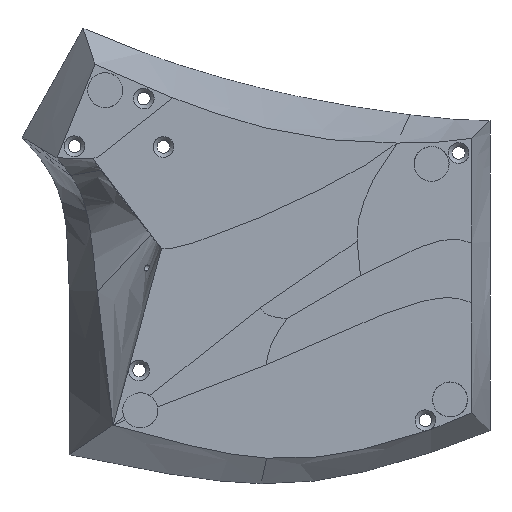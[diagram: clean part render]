
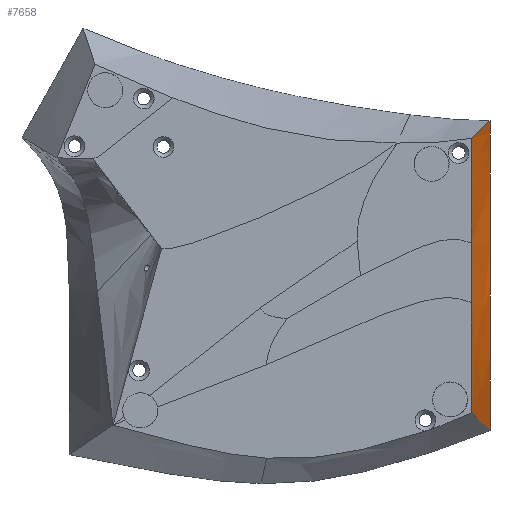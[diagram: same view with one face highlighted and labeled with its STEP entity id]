
A CAD part, front view. The second image highlights one B-rep face of the part: STEP entity #7658.
In plain terms, the highlighted free-form (B-spline) face has degree [3, 3] with [4, 6] control points.
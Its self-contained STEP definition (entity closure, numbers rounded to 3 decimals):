
#654=B_SPLINE_CURVE_WITH_KNOTS('',3,(#26169,#26170,#26171,#26172,#26173,
#26174),.UNSPECIFIED.,.F.,.F.,(4,1,1,4),(0.,0.223,0.446,
0.668),.UNSPECIFIED.);
#685=B_SPLINE_CURVE_WITH_KNOTS('',3,(#27999,#28000,#28001,#28002,#28003),
 .UNSPECIFIED.,.F.,.F.,(4,1,4),(0.334,0.446,0.668),
 .UNSPECIFIED.);
#687=B_SPLINE_CURVE_WITH_KNOTS('',3,(#28062,#28063,#28064,#28065),
 .UNSPECIFIED.,.F.,.F.,(4,4),(-0.223,0.),.UNSPECIFIED.);
#690=B_SPLINE_CURVE_WITH_KNOTS('',3,(#28191,#28192,#28193,#28194,#28195,
#28196,#28197),.UNSPECIFIED.,.F.,.F.,(4,1,1,1,4),(-0.223,-0.195,
-0.167,-0.111,0.),.UNSPECIFIED.);
#691=B_SPLINE_CURVE_WITH_KNOTS('',3,(#28199,#28200,#28201,#28202),
 .UNSPECIFIED.,.F.,.F.,(4,4),(0.223,0.334),
 .UNSPECIFIED.);
#692=B_SPLINE_CURVE_WITH_KNOTS('',3,(#28203,#28204,#28205,#28206),
 .UNSPECIFIED.,.F.,.F.,(4,4),(0.,0.223),.UNSPECIFIED.);
#1033=B_SPLINE_SURFACE_WITH_KNOTS('',3,3,((#28166,#28167,#28168,#28169,
#28170,#28171),(#28172,#28173,#28174,#28175,#28176,#28177),(#28178,#28179,
#28180,#28181,#28182,#28183),(#28184,#28185,#28186,#28187,#28188,#28189)),
 .UNSPECIFIED.,.F.,.F.,.F.,(4,4),(4,1,1,4),(0.,0.223),(0.,0.223,
0.446,0.668),.UNSPECIFIED.);
#1637=FACE_OUTER_BOUND('',#2144,.T.);
#2144=EDGE_LOOP('',(#7100,#7101,#7102,#7103,#7104,#7105));
#3741=VERTEX_POINT('',#26167);
#3742=VERTEX_POINT('',#26168);
#3759=VERTEX_POINT('',#27992);
#3760=VERTEX_POINT('',#27998);
#3762=VERTEX_POINT('',#28190);
#3763=VERTEX_POINT('',#28198);
#4847=EDGE_CURVE('',#3741,#3742,#654,.T.);
#4883=EDGE_CURVE('',#3759,#3760,#685,.T.);
#4885=EDGE_CURVE('',#3760,#3742,#687,.T.);
#4888=EDGE_CURVE('',#3762,#3741,#690,.T.);
#4889=EDGE_CURVE('',#3763,#3759,#691,.T.);
#4890=EDGE_CURVE('',#3762,#3763,#692,.T.);
#7100=ORIENTED_EDGE('',*,*,#4888,.T.);
#7101=ORIENTED_EDGE('',*,*,#4847,.T.);
#7102=ORIENTED_EDGE('',*,*,#4885,.F.);
#7103=ORIENTED_EDGE('',*,*,#4883,.F.);
#7104=ORIENTED_EDGE('',*,*,#4889,.F.);
#7105=ORIENTED_EDGE('',*,*,#4890,.F.);
#7658=ADVANCED_FACE('',(#1637),#1033,.F.);
#26167=CARTESIAN_POINT('',(128.108,27.483,-71.101));
#26168=CARTESIAN_POINT('',(128.108,15.483,26.266));
#26169=CARTESIAN_POINT('Ctrl Pts',(128.108,27.483,-71.101));
#26170=CARTESIAN_POINT('Ctrl Pts',(128.108,21.816,-59.018));
#26171=CARTESIAN_POINT('Ctrl Pts',(128.108,10.483,-34.852));
#26172=CARTESIAN_POINT('Ctrl Pts',(128.108,21.483,10.944));
#26173=CARTESIAN_POINT('Ctrl Pts',(128.108,17.483,21.159));
#26174=CARTESIAN_POINT('Ctrl Pts',(128.108,15.483,26.266));
#27992=CARTESIAN_POINT('',(122.288,0.,-12.182));
#27998=CARTESIAN_POINT('',(122.288,0.,20.712));
#27999=CARTESIAN_POINT('Ctrl Pts',(122.288,0.,-12.182));
#28000=CARTESIAN_POINT('Ctrl Pts',(122.288,0.,-6.124));
#28001=CARTESIAN_POINT('Ctrl Pts',(122.288,0.,10.723));
#28002=CARTESIAN_POINT('Ctrl Pts',(122.288,0.,16.716));
#28003=CARTESIAN_POINT('Ctrl Pts',(122.288,0.,20.712));
#28062=CARTESIAN_POINT('Ctrl Pts',(122.288,0.,20.712));
#28063=CARTESIAN_POINT('Ctrl Pts',(124.228,5.161,22.564));
#28064=CARTESIAN_POINT('Ctrl Pts',(126.168,10.322,24.415));
#28065=CARTESIAN_POINT('Ctrl Pts',(128.108,15.483,26.266));
#28166=CARTESIAN_POINT('Ctrl Pts',(128.108,27.483,-71.101));
#28167=CARTESIAN_POINT('Ctrl Pts',(128.108,21.816,-59.018));
#28168=CARTESIAN_POINT('Ctrl Pts',(128.108,10.483,-34.852));
#28169=CARTESIAN_POINT('Ctrl Pts',(128.108,21.483,10.944));
#28170=CARTESIAN_POINT('Ctrl Pts',(128.108,17.483,21.159));
#28171=CARTESIAN_POINT('Ctrl Pts',(128.108,15.483,26.266));
#28172=CARTESIAN_POINT('Ctrl Pts',(126.168,18.322,-69.218));
#28173=CARTESIAN_POINT('Ctrl Pts',(126.168,14.544,-57.468));
#28174=CARTESIAN_POINT('Ctrl Pts',(126.168,6.989,-33.969));
#28175=CARTESIAN_POINT('Ctrl Pts',(126.168,14.322,10.204));
#28176=CARTESIAN_POINT('Ctrl Pts',(126.168,11.655,19.678));
#28177=CARTESIAN_POINT('Ctrl Pts',(126.168,10.322,24.415));
#28178=CARTESIAN_POINT('Ctrl Pts',(124.228,9.161,-67.336));
#28179=CARTESIAN_POINT('Ctrl Pts',(124.228,7.272,-55.919));
#28180=CARTESIAN_POINT('Ctrl Pts',(124.228,3.494,-33.086));
#28181=CARTESIAN_POINT('Ctrl Pts',(124.228,7.161,9.464));
#28182=CARTESIAN_POINT('Ctrl Pts',(124.228,5.828,18.197));
#28183=CARTESIAN_POINT('Ctrl Pts',(124.228,5.161,22.564));
#28184=CARTESIAN_POINT('Ctrl Pts',(122.288,0.,-65.454));
#28185=CARTESIAN_POINT('Ctrl Pts',(122.288,0.,-54.37));
#28186=CARTESIAN_POINT('Ctrl Pts',(122.288,0.,-32.203));
#28187=CARTESIAN_POINT('Ctrl Pts',(122.288,0.,8.725));
#28188=CARTESIAN_POINT('Ctrl Pts',(122.288,0.,16.716));
#28189=CARTESIAN_POINT('Ctrl Pts',(122.288,0.,20.712));
#28190=CARTESIAN_POINT('',(122.288,0.,-65.454));
#28191=CARTESIAN_POINT('Ctrl Pts',(122.288,0.,-65.454));
#28192=CARTESIAN_POINT('Ctrl Pts',(122.531,1.145,-65.689));
#28193=CARTESIAN_POINT('Ctrl Pts',(123.016,3.435,-66.16));
#28194=CARTESIAN_POINT('Ctrl Pts',(123.986,8.016,-67.101));
#28195=CARTESIAN_POINT('Ctrl Pts',(125.683,16.032,-68.748));
#28196=CARTESIAN_POINT('Ctrl Pts',(127.138,22.903,-70.159));
#28197=CARTESIAN_POINT('Ctrl Pts',(128.108,27.483,-71.101));
#28198=CARTESIAN_POINT('',(122.288,0.,-30.924));
#28199=CARTESIAN_POINT('Ctrl Pts',(122.288,0.,-30.924));
#28200=CARTESIAN_POINT('Ctrl Pts',(122.288,0.,-24.742));
#28201=CARTESIAN_POINT('Ctrl Pts',(122.288,0.,-18.241));
#28202=CARTESIAN_POINT('Ctrl Pts',(122.288,0.,-12.182));
#28203=CARTESIAN_POINT('Ctrl Pts',(122.288,0.,-65.454));
#28204=CARTESIAN_POINT('Ctrl Pts',(122.288,0.,-54.37));
#28205=CARTESIAN_POINT('Ctrl Pts',(122.288,0.,-43.287));
#28206=CARTESIAN_POINT('Ctrl Pts',(122.288,0.,-30.924));
